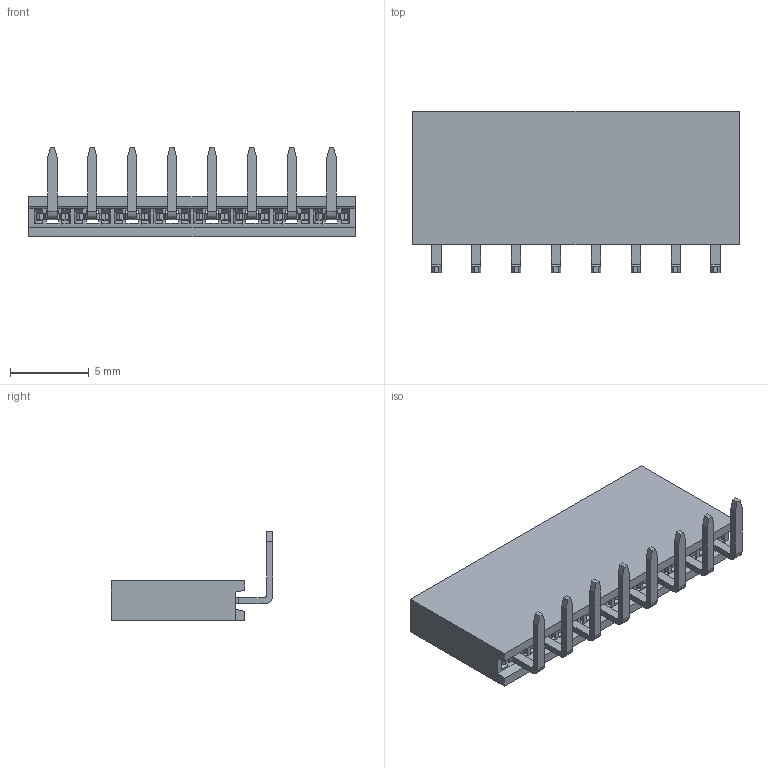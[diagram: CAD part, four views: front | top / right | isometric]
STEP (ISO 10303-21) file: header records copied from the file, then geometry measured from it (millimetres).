
FILE_DESCRIPTION (( 'STEP AP203' ), '1' );
FILE_NAME ('_ _ _C081LGBN-RC.STEP', '2016-08-19T01:49:27', ( 'LUANN HERRING' ), ( 'SULLINS' ), 'SwSTEP 2.0', 'SolidWorks 2015', '' );
FILE_SCHEMA (( 'CONFIG_CONTROL_DESIGN' ));
Length unit declared in the file: inch
Products named in the file (2): _ _ _C081LGBN-RC
Bounding box: 20.82 x 10.3 x 5.69 mm (x, y, z)
Volume: 366.8 mm3; surface area: 1183.4 mm2
Topology: 9 solids, 9 shells, 587 faces, 1610 edges, 1041 vertices
Faces by surface type: plane 467, cylinder 120
Entity records: 18886 total; most frequent: CARTESIAN_POINT 4219, ORIENTED_EDGE 3220, DIRECTION 2659, EDGE_CURVE 1610, VECTOR 1289, LINE 1289, VERTEX_POINT 1041, AXIS2_PLACEMENT_3D 685
